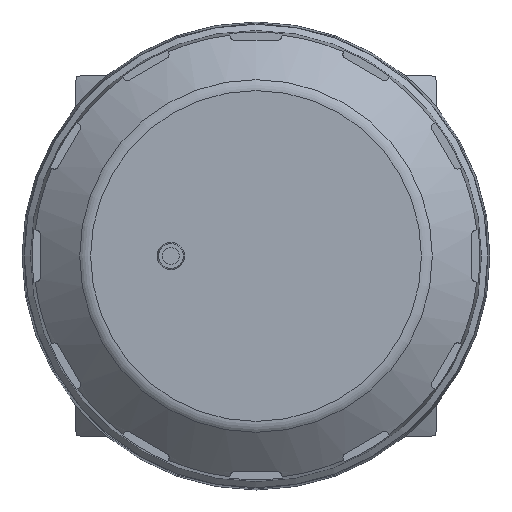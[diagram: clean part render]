
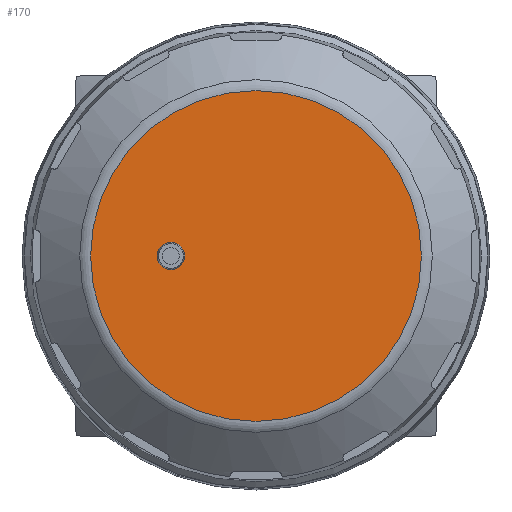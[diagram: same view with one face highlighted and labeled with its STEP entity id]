
A CAD part, front view. The second image highlights one B-rep face of the part: STEP entity #170.
In plain terms, the highlighted planar face has unit normal (0, -1, 0).
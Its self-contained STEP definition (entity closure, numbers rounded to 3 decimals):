
#170 = ADVANCED_FACE( '', ( #458, #459 ), #460, .F. );
#458 = FACE_OUTER_BOUND( '', #874, .T. );
#459 = FACE_BOUND( '', #875, .T. );
#460 = PLANE( '', #876 );
#874 = EDGE_LOOP( '', ( #1860 ) );
#875 = EDGE_LOOP( '', ( #1861 ) );
#876 = AXIS2_PLACEMENT_3D( '', #1862, #1863, #1864 );
#1860 = ORIENTED_EDGE( '', *, *, #2958, .F. );
#1861 = ORIENTED_EDGE( '', *, *, #2916, .T. );
#1862 = CARTESIAN_POINT( '', ( 0., 0., 0. ) );
#1863 = DIRECTION( '', ( 0., 1., 0. ) );
#1864 = DIRECTION( '', ( 0., 0., 1. ) );
#2916 = EDGE_CURVE( '', #3682, #3682, #3683, .T. );
#2958 = EDGE_CURVE( '', #3760, #3760, #3761, .T. );
#3682 = VERTEX_POINT( '', #5025 );
#3683 = CIRCLE( '', #5026, 3.25 );
#3760 = VERTEX_POINT( '', #5123 );
#3761 = CIRCLE( '', #5124, 38.873 );
#5025 = CARTESIAN_POINT( '', ( -20., 0., 3.25 ) );
#5026 = AXIS2_PLACEMENT_3D( '', #6063, #6064, #6065 );
#5123 = CARTESIAN_POINT( '', ( 0., 0., 38.873 ) );
#5124 = AXIS2_PLACEMENT_3D( '', #6149, #6150, #6151 );
#6063 = CARTESIAN_POINT( '', ( -20., 0., 0. ) );
#6064 = DIRECTION( '', ( 0., 1., 0. ) );
#6065 = DIRECTION( '', ( 0., 0., 1. ) );
#6149 = CARTESIAN_POINT( '', ( 0., 0., 0. ) );
#6150 = DIRECTION( '', ( 0., 1., 0. ) );
#6151 = DIRECTION( '', ( 0., 0., 1. ) );
